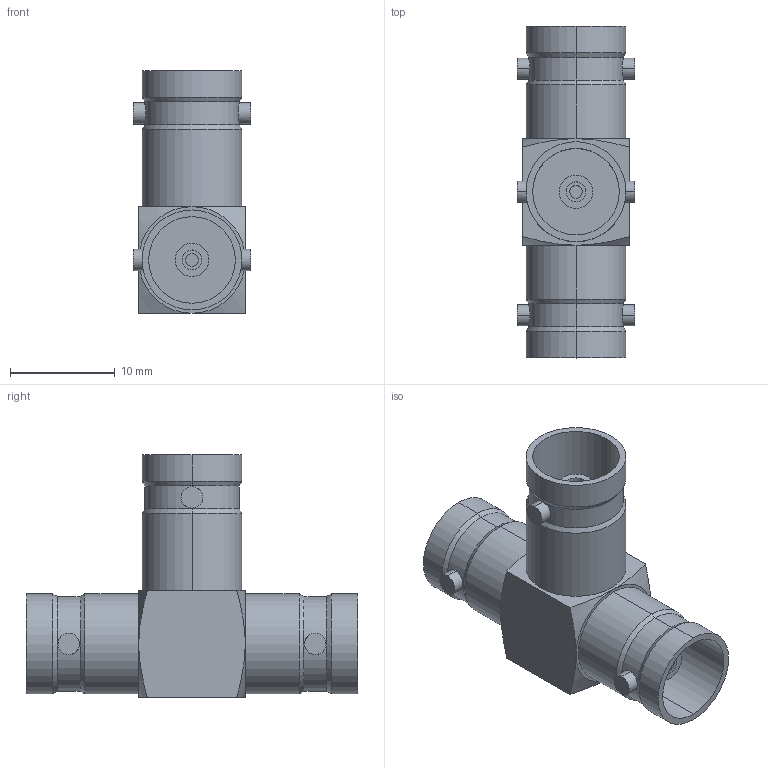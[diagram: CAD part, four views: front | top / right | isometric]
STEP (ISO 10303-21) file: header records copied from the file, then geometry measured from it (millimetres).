
FILE_DESCRIPTION (( 'STEP AP214' ), '1' );
FILE_NAME ('BA019.STEP', '2012-10-12T14:42:36', ( 'x' ), ( '' ), 'SwSTEP 2.0', 'SolidWorks 2012', '' );
FILE_SCHEMA (( 'AUTOMOTIVE_DESIGN' ));
Length unit declared in the file: inch
Products named in the file (1): BA019
Bounding box: 11.18 x 31.62 x 23.11 mm (x, y, z)
Volume: 1979.7 mm3; surface area: 2919.4 mm2
Topology: 1 solids, 1 shells, 107 faces, 216 edges, 132 vertices
Faces by surface type: cylinder 58, plane 29, cone 20
Entity records: 3182 total; most frequent: CARTESIAN_POINT 756, DIRECTION 516, ORIENTED_EDGE 432, AXIS2_PLACEMENT_3D 220, EDGE_CURVE 216, VERTEX_POINT 132, EDGE_LOOP 128, CIRCLE 112
